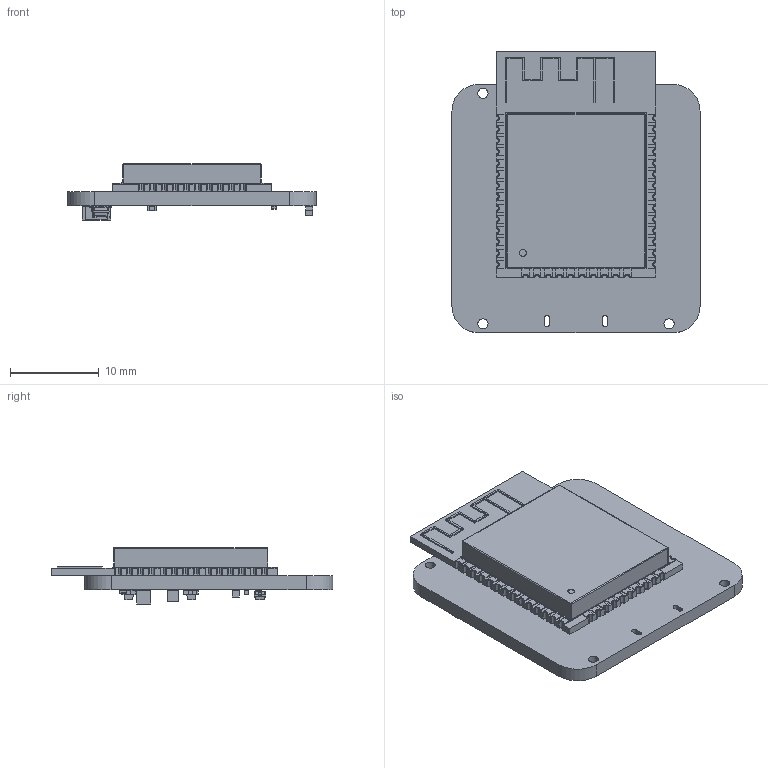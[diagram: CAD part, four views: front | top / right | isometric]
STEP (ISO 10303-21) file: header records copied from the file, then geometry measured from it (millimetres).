
FILE_DESCRIPTION(('KiCad electronic assembly'),'2;1');
FILE_NAME('smart-meter-interface.step','2023-10-18T15:10:47',('Pcbnew'), ('Kicad'),'Open CASCADE STEP processor 7.7','KiCad to STEP converter', 'Unknown');
FILE_SCHEMA(('AUTOMOTIVE_DESIGN { 1 0 10303 214 1 1 1 1 }'));
Length unit declared in the file: millimetre
Products named in the file (18): smart-meter-interface 1; ESP32-WROOM-32; SOLID; C_0402_1005Metric; LED_0603_1608Metric; R_0402_1005Metric; C_1206_3216Metric; C_0805_2012Metric; C_0603_1608Metric; D_SOD-323; smart-meter-interface_PCB
Assembly tree (23 placements, depth 3):
  smart-meter-interface 1
    ESP32-WROOM-32
      SOLID
    C_0402_1005Metric  x5
      SOLID
    LED_0603_1608Metric  x2
      SOLID
    R_0402_1005Metric  x2
      SOLID
    C_1206_3216Metric
      SOLID
    C_0805_2012Metric
      SOLID
    C_0603_1608Metric
      SOLID
    D_SOD-323
      SOLID
    smart-meter-interface_PCB
Bounding box: 28 x 31.75 x 6.4 mm (x, y, z)
Volume: 2240.1 mm3; surface area: 3016.2 mm2
Topology: 15 solids, 16 shells, 1231 faces, 3193 edges, 2012 vertices
Faces by surface type: plane 952, cylinder 249, bspline 26, sphere 4
Full cylindrical faces by diameter (mm): 0.2 x12, 0.8 x2, 0.9 x4, 1.152 x3
Entity records: 74559 total; most frequent: CARTESIAN_POINT 12385, DIRECTION 10486, LINE 6580, VECTOR 6580, ORIENTED_EDGE 5400, PCURVE 5400, DEFINITIONAL_REPRESENTATION 5400, EDGE_CURVE 2700
